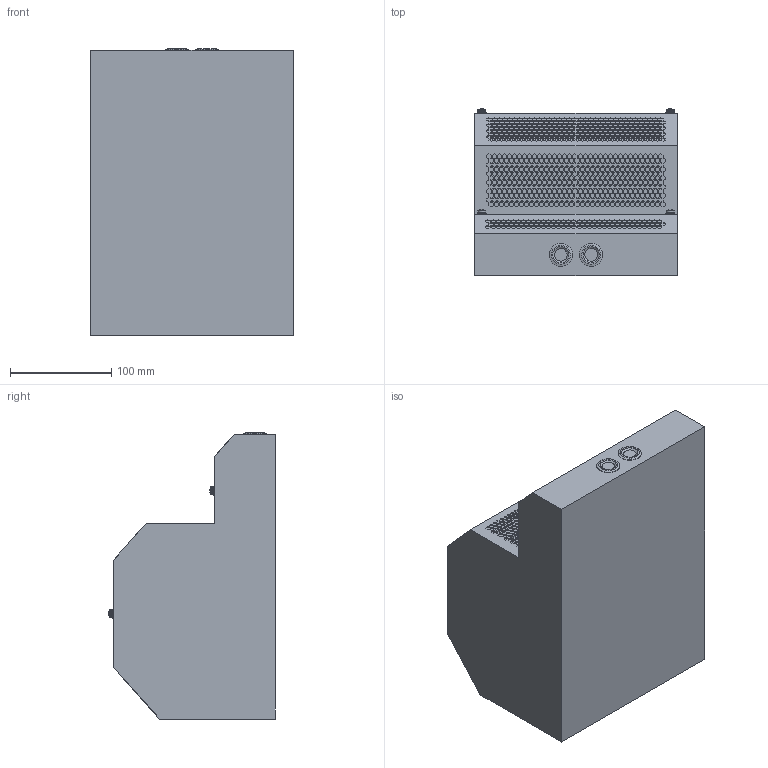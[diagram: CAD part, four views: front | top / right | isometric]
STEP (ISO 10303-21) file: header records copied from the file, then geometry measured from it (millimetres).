
FILE_DESCRIPTION (( 'STEP AP214' ), '1' );
FILE_NAME ('932543.STEP', '2024-08-20T11:23:29', ( '' ), ( '' ), 'SwSTEP 2.0', 'SolidWorks 2022', '' );
FILE_SCHEMA (( 'AUTOMOTIVE_DESIGN' ));
Products named in the file (1): 932543
Bounding box: 200.2 x 164.9 x 282.77 mm (x, y, z)
Volume: 6835427.2 mm3; surface area: 259604.4 mm2
Topology: 1 solids, 1 shells, 13060 faces, 33553 edges, 22366 vertices
Faces by surface type: plane 13008, cylinder 28, cone 8, sphere 8, torus 8
Entity records: 387967 total; most frequent: CARTESIAN_POINT 68980, ORIENTED_EDGE 67106, DIRECTION 59775, EDGE_CURVE 33553, VECTOR 33453, LINE 33453, VERTEX_POINT 22366, EDGE_LOOP 14931
